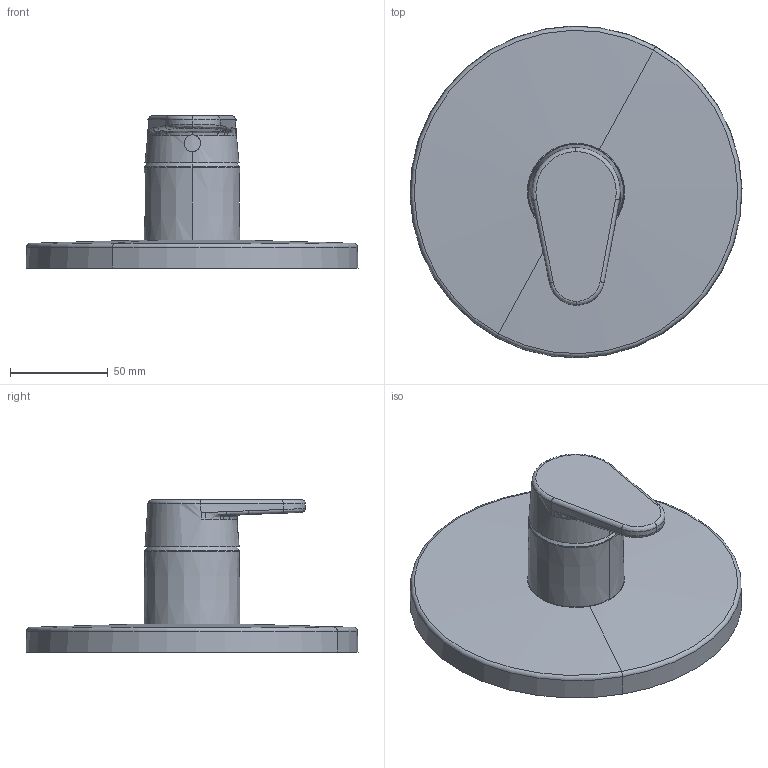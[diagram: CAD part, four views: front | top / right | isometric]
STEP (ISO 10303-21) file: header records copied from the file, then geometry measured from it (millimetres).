
FILE_DESCRIPTION (( 'STEP AP203' ), '1' );
FILE_NAME ('80649003.STEP', '2017-05-19T06:08:03', ( '' ), ( '' ), 'SwSTEP 2.0', 'SolidWorks 2016', '' );
FILE_SCHEMA (( 'CONFIG_CONTROL_DESIGN' ));
Length unit declared in the file: millimetre
Products named in the file (1): 80649003
Bounding box: 170 x 170 x 77.88 mm (x, y, z)
Volume: 428635.2 mm3; surface area: 63531.9 mm2
Topology: 1 solids, 1 shells, 46 faces, 111 edges, 69 vertices
Faces by surface type: bspline 29, plane 5, torus 4, sphere 4, cone 4
Entity records: 5303 total; most frequent: CARTESIAN_POINT 4374, ORIENTED_EDGE 222, EDGE_CURVE 111, DIRECTION 103, VERTEX_POINT 69, B_SPLINE_CURVE_WITH_KNOTS 67, EDGE_LOOP 48, AXIS2_PLACEMENT_3D 46
